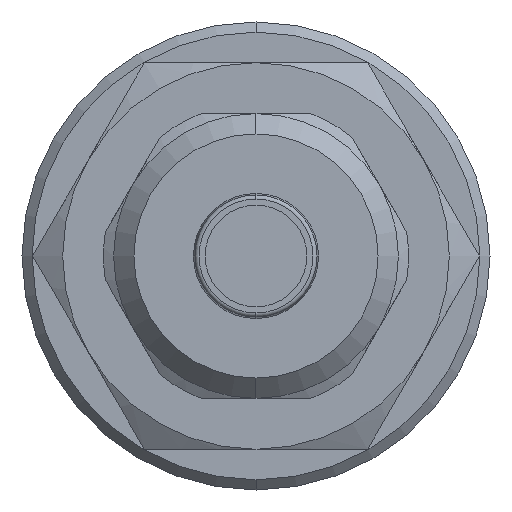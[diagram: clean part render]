
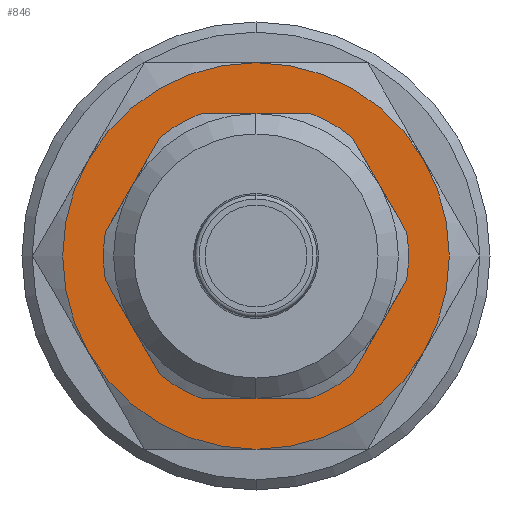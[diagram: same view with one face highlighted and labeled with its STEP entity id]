
A CAD part, front view. The second image highlights one B-rep face of the part: STEP entity #846.
In plain terms, the highlighted planar face has unit normal (0, -1, 0).
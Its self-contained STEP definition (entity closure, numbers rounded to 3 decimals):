
#362 = FACE_OUTER_BOUND ( 'NONE', #1531, .T. ) ;
#363 = FACE_BOUND ( 'NONE', #1529, .T. ) ;
#562 = CARTESIAN_POINT ( 'NONE',  ( 0., -16.5, 0. ) ) ;
#563 = DIRECTION ( 'NONE',  ( 0., -1., 0. ) ) ;
#564 = DIRECTION ( 'NONE',  ( 0., 0., -1. ) ) ;
#582 = CARTESIAN_POINT ( 'NONE',  ( 0., -16.5, 0. ) ) ;
#583 = DIRECTION ( 'NONE',  ( 0., -1., 0. ) ) ;
#584 = DIRECTION ( 'NONE',  ( 0., 0., -1. ) ) ;
#597 = CARTESIAN_POINT ( 'NONE',  ( 0., -16.5, 0. ) ) ;
#598 = DIRECTION ( 'NONE',  ( 0., -1., 0. ) ) ;
#599 = DIRECTION ( 'NONE',  ( 0., 0., -1. ) ) ;
#614 = CARTESIAN_POINT ( 'NONE',  ( 0., -16.5, 0. ) ) ;
#615 = DIRECTION ( 'NONE',  ( 0., -1., 0. ) ) ;
#616 = DIRECTION ( 'NONE',  ( 0., 0., -1. ) ) ;
#631 = CARTESIAN_POINT ( 'NONE',  ( 0., -16.5, 0. ) ) ;
#632 = DIRECTION ( 'NONE',  ( 0., -1., 0. ) ) ;
#633 = DIRECTION ( 'NONE',  ( 0., 0., -1. ) ) ;
#646 = CARTESIAN_POINT ( 'NONE',  ( 0., -16.5, 0. ) ) ;
#647 = DIRECTION ( 'NONE',  ( 0., -1., 0. ) ) ;
#648 = DIRECTION ( 'NONE',  ( 0., 0., -1. ) ) ;
#649 = CARTESIAN_POINT ( 'NONE',  ( 0., -16.5, 0. ) ) ;
#650 = DIRECTION ( 'NONE',  ( 0., -1., 0. ) ) ;
#651 = DIRECTION ( 'NONE',  ( 0., 0., -1. ) ) ;
#846 = ADVANCED_FACE ( 'NONE', ( #362, #363 ), #1214, .T. ) ;
#938 = EDGE_CURVE ( 'NONE', #2052, #2051, #1057, .T. ) ;
#1041 = AXIS2_PLACEMENT_3D ( 'NONE', #2197, #2196, #2195 ) ;
#1057 = CIRCLE ( 'NONE', #1041, 5.7 ) ;
#1145 = AXIS2_PLACEMENT_3D ( 'NONE', #1213, #1212, #1211 ) ;
#1211 = DIRECTION ( 'NONE',  ( 0., 0., -1. ) ) ;
#1212 = DIRECTION ( 'NONE',  ( 0., -1., 0. ) ) ;
#1213 = CARTESIAN_POINT ( 'NONE',  ( 5.7, -16.5, 0. ) ) ;
#1214 = PLANE ( 'NONE',  #1145 ) ;
#1529 = EDGE_LOOP ( 'NONE', ( #1705, #1703 ) ) ;
#1531 = EDGE_LOOP ( 'NONE', ( #1712, #1710, #1709, #1711, #1707, #1706 ) ) ;
#1703 = ORIENTED_EDGE ( 'NONE', *, *, #938, .F. ) ;
#1705 = ORIENTED_EDGE ( 'NONE', *, *, #2321, .F. ) ;
#1706 = ORIENTED_EDGE ( 'NONE', *, *, #2308, .T. ) ;
#1707 = ORIENTED_EDGE ( 'NONE', *, *, #2304, .T. ) ;
#1709 = ORIENTED_EDGE ( 'NONE', *, *, #2317, .T. ) ;
#1710 = ORIENTED_EDGE ( 'NONE', *, *, #2314, .T. ) ;
#1711 = ORIENTED_EDGE ( 'NONE', *, *, #2320, .T. ) ;
#1712 = ORIENTED_EDGE ( 'NONE', *, *, #2311, .T. ) ;
#1979 = VERTEX_POINT ( 'NONE', #2105 ) ;
#1981 = VERTEX_POINT ( 'NONE', #2103 ) ;
#1983 = VERTEX_POINT ( 'NONE', #2101 ) ;
#1985 = VERTEX_POINT ( 'NONE', #2099 ) ;
#1986 = VERTEX_POINT ( 'NONE', #2098 ) ;
#1988 = VERTEX_POINT ( 'NONE', #2096 ) ;
#2051 = VERTEX_POINT ( 'NONE', #2469 ) ;
#2052 = VERTEX_POINT ( 'NONE', #2468 ) ;
#2096 = CARTESIAN_POINT ( 'NONE',  ( -8.227, -16.5, -4.75 ) ) ;
#2098 = CARTESIAN_POINT ( 'NONE',  ( -8.227, -16.5, 4.75 ) ) ;
#2099 = CARTESIAN_POINT ( 'NONE',  ( 0., -16.5, -9.5 ) ) ;
#2101 = CARTESIAN_POINT ( 'NONE',  ( 8.227, -16.5, -4.75 ) ) ;
#2103 = CARTESIAN_POINT ( 'NONE',  ( 8.227, -16.5, 4.75 ) ) ;
#2105 = CARTESIAN_POINT ( 'NONE',  ( 0., -16.5, 9.5 ) ) ;
#2195 = DIRECTION ( 'NONE',  ( 0., 0., -1. ) ) ;
#2196 = DIRECTION ( 'NONE',  ( 0., -1., 0. ) ) ;
#2197 = CARTESIAN_POINT ( 'NONE',  ( 0., -16.5, 0. ) ) ;
#2304 = EDGE_CURVE ( 'NONE', #1986, #1988, #2696, .T. ) ;
#2308 = EDGE_CURVE ( 'NONE', #1988, #1985, #2805, .T. ) ;
#2311 = EDGE_CURVE ( 'NONE', #1985, #1983, #2807, .T. ) ;
#2314 = EDGE_CURVE ( 'NONE', #1983, #1981, #2809, .T. ) ;
#2317 = EDGE_CURVE ( 'NONE', #1981, #1979, #2810, .T. ) ;
#2320 = EDGE_CURVE ( 'NONE', #1979, #1986, #2813, .T. ) ;
#2321 = EDGE_CURVE ( 'NONE', #2051, #2052, #2801, .T. ) ;
#2468 = CARTESIAN_POINT ( 'NONE',  ( 0., -16.5, 5.7 ) ) ;
#2469 = CARTESIAN_POINT ( 'NONE',  ( 0., -16.5, -5.7 ) ) ;
#2696 = CIRCLE ( 'NONE', #2800, 9.5 ) ;
#2732 = AXIS2_PLACEMENT_3D ( 'NONE', #649, #650, #651 ) ;
#2800 = AXIS2_PLACEMENT_3D ( 'NONE', #562, #563, #564 ) ;
#2801 = CIRCLE ( 'NONE', #2732, 5.7 ) ;
#2805 = CIRCLE ( 'NONE', #2806, 9.5 ) ;
#2806 = AXIS2_PLACEMENT_3D ( 'NONE', #582, #583, #584 ) ;
#2807 = CIRCLE ( 'NONE', #2808, 9.5 ) ;
#2808 = AXIS2_PLACEMENT_3D ( 'NONE', #597, #598, #599 ) ;
#2809 = CIRCLE ( 'NONE', #2811, 9.5 ) ;
#2810 = CIRCLE ( 'NONE', #2812, 9.5 ) ;
#2811 = AXIS2_PLACEMENT_3D ( 'NONE', #614, #615, #616 ) ;
#2812 = AXIS2_PLACEMENT_3D ( 'NONE', #631, #632, #633 ) ;
#2813 = CIRCLE ( 'NONE', #2814, 9.5 ) ;
#2814 = AXIS2_PLACEMENT_3D ( 'NONE', #646, #647, #648 ) ;
